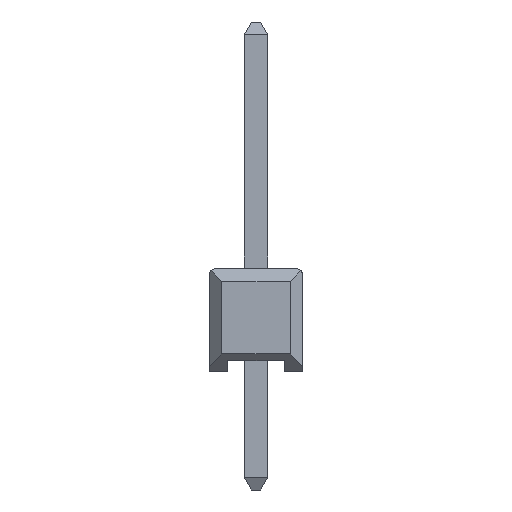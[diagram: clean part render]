
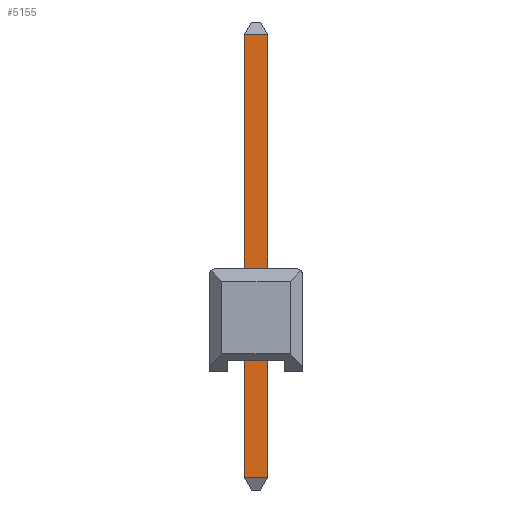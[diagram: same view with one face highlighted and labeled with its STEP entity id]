
A CAD part, left-side view. The second image highlights one B-rep face of the part: STEP entity #5155.
In plain terms, the highlighted planar face has unit normal (-1, 0, 0).
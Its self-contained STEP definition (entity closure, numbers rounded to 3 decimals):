
#73 = CARTESIAN_POINT ( 'NONE',  ( -0.315, 0.315, 9.156 ) ) ;
#482 = EDGE_CURVE ( 'NONE', #2229, #7221, #864, .T. ) ;
#680 = VERTEX_POINT ( 'NONE', #1311 ) ;
#771 = EDGE_CURVE ( 'NONE', #2229, #680, #1402, .T. ) ;
#794 = EDGE_CURVE ( 'NONE', #5830, #680, #1580, .T. ) ;
#835 = ORIENTED_EDGE ( 'NONE', *, *, #482, .F. ) ;
#864 = B_SPLINE_CURVE_WITH_KNOTS ( 'NONE', 1,
 ( #3969, #1589 ),
 .UNSPECIFIED., .F., .F.,
 ( 2, 2 ),
 ( -10.526, -1.298 ),
 .UNSPECIFIED. ) ;
#1311 = CARTESIAN_POINT ( 'NONE',  ( -0.315, -0.315, -2.86 ) ) ;
#1402 = B_SPLINE_CURVE_WITH_KNOTS ( 'NONE', 1,
 ( #4371, #2646 ),
 .UNSPECIFIED., .F., .F.,
 ( 2, 2 ),
 ( 10.526, 11.156 ),
 .UNSPECIFIED. ) ;
#1580 = B_SPLINE_CURVE_WITH_KNOTS ( 'NONE', 1,
 ( #4992, #4870 ),
 .UNSPECIFIED., .F., .F.,
 ( 2, 2 ),
 ( -20.383, -11.156 ),
 .UNSPECIFIED. ) ;
#1589 = CARTESIAN_POINT ( 'NONE',  ( -0.315, 0.315, 9.156 ) ) ;
#2229 = VERTEX_POINT ( 'NONE', #5398 ) ;
#2331 = CARTESIAN_POINT ( 'NONE',  ( -0.315, -0.325, 9.326 ) ) ;
#2578 = CARTESIAN_POINT ( 'NONE',  ( -0.315, -0.315, 9.156 ) ) ;
#2646 = CARTESIAN_POINT ( 'NONE',  ( -0.315, -0.315, -2.86 ) ) ;
#2703 = AXIS2_PLACEMENT_3D ( 'NONE', #2331, #7043, #4739 ) ;
#2950 = FACE_OUTER_BOUND ( 'NONE', #5315, .T. ) ;
#3271 = CARTESIAN_POINT ( 'NONE',  ( -0.315, 0.315, 9.156 ) ) ;
#3292 = EDGE_CURVE ( 'NONE', #5830, #7221, #6891, .T. ) ;
#3723 = ORIENTED_EDGE ( 'NONE', *, *, #3292, .T. ) ;
#3890 = CARTESIAN_POINT ( 'NONE',  ( -0.315, -0.315, 9.156 ) ) ;
#3969 = CARTESIAN_POINT ( 'NONE',  ( -0.315, 0.315, -2.86 ) ) ;
#4056 = PLANE ( 'NONE',  #2703 ) ;
#4371 = CARTESIAN_POINT ( 'NONE',  ( -0.315, 0.315, -2.86 ) ) ;
#4739 = DIRECTION ( 'NONE',  ( 0., 0., 1. ) ) ;
#4870 = CARTESIAN_POINT ( 'NONE',  ( -0.315, -0.315, -2.86 ) ) ;
#4992 = CARTESIAN_POINT ( 'NONE',  ( -0.315, -0.315, 9.156 ) ) ;
#5155 = ADVANCED_FACE ( 'NONE', ( #2950 ), #4056, .T. ) ;
#5315 = EDGE_LOOP ( 'NONE', ( #3723, #835, #7576, #5372 ) ) ;
#5372 = ORIENTED_EDGE ( 'NONE', *, *, #794, .F. ) ;
#5398 = CARTESIAN_POINT ( 'NONE',  ( -0.315, 0.315, -2.86 ) ) ;
#5830 = VERTEX_POINT ( 'NONE', #2578 ) ;
#6891 = B_SPLINE_CURVE_WITH_KNOTS ( 'NONE', 1,
 ( #3890, #3271 ),
 .UNSPECIFIED., .F., .F.,
 ( 2, 2 ),
 ( 0., 0.63 ),
 .UNSPECIFIED. ) ;
#7043 = DIRECTION ( 'NONE',  ( -1., 0., 0. ) ) ;
#7221 = VERTEX_POINT ( 'NONE', #73 ) ;
#7576 = ORIENTED_EDGE ( 'NONE', *, *, #771, .T. ) ;
